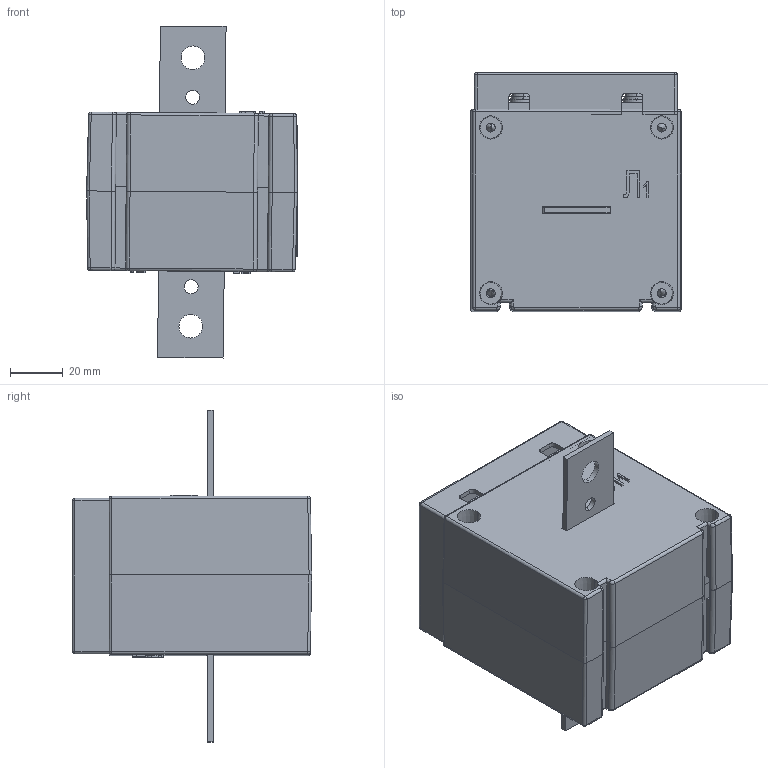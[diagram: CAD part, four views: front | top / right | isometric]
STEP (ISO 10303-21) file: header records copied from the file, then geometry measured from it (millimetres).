
FILE_DESCRIPTION (( 'STEP AP214' ), '1' );
FILE_NAME ('ﾒ-0,66-1.1ﾍ.STEP', '2023-07-27T05:50:37', ( '' ), ( '' ), 'SwSTEP 2.0', 'SolidWorks 2014', '' );
FILE_SCHEMA (( 'AUTOMOTIVE_DESIGN' ));
Length unit declared in the file: millimetre
Products named in the file (44): 屡扔.757461.018 袜觐礤黜桕; Øóðóï 2-4õ20.019 ÃÎÑÒ 1144-80; 屡扔.757461.018 袜觐礤黜桕_-02; 屡扔.741134.005 想囗赅; ÂÅÈÓ.686171.023 Ïîëóêîðïóñ Ë1; ﾒ-0,66-1.1ﾍ; 妈眚 󊙅0.58.019 梦岩17473-80; ÂÅÈÓ.686171.024 Ïîëóêîðïóñ Ë2; 屡扔.754312.158 亦犭梓赅; ÂÅÈÓ.754312.152 Òàáëè÷êà ïðåäñòàâèòåëüíàÿ; ﾘ琺矜 5.65ﾃ.019 ﾃﾎﾑﾒ 6402-70; 妈眚 󊅠.58.019 梦岩17473-80; Ãàéêà Ì4.5.019 ÃÎÑÒ5915-70; ﾘ琺矜 5.01.019 ﾃﾎﾑﾒ11371-78; ÂÅÈÓ.685412.034 Ìàãíèòîïðîâîä ñ îáìîòêîé_01; ÂÅÈÓ.757249.004 Ïëàñòèíà êîíòàêòíàÿ; ÂÅÈÓ.323293.013 Êðûøêà çàùèòíàÿ_-01; ÂÅÈÓ.323293.013 Êðûøêà çàùèòíàÿ
Assembly tree (29 placements, depth 3):
  屡扔.757461.018 袜觐礤黜桕
  Øóðóï 2-4õ20.019 ÃÎÑÒ 1144-80
  屡扔.741134.005 想囗赅
  Øóðóï 2-4õ20.019 ÃÎÑÒ 1144-80
  屡扔.757461.018 袜觐礤黜桕
Bounding box: 80.1 x 91 x 126.19 mm (x, y, z)
Volume: 113872.5 mm3; surface area: 106897.9 mm2
Topology: 28 solids, 28 shells, 1062 faces, 2763 edges, 1763 vertices
Faces by surface type: plane 603, cylinder 253, cone 108, bspline 37, torus 33, sphere 28
Entity records: 27814 total; most frequent: CARTESIAN_POINT 6951, ORIENTED_EDGE 4214, DIRECTION 3980, EDGE_CURVE 2107, LINE 1364, VECTOR 1364, VERTEX_POINT 1355, AXIS2_PLACEMENT_3D 1308
